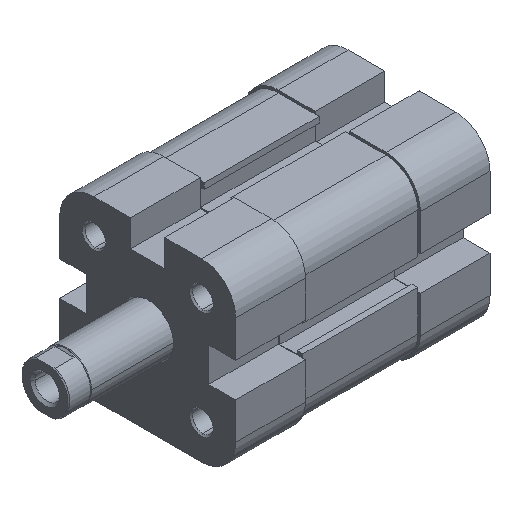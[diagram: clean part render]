
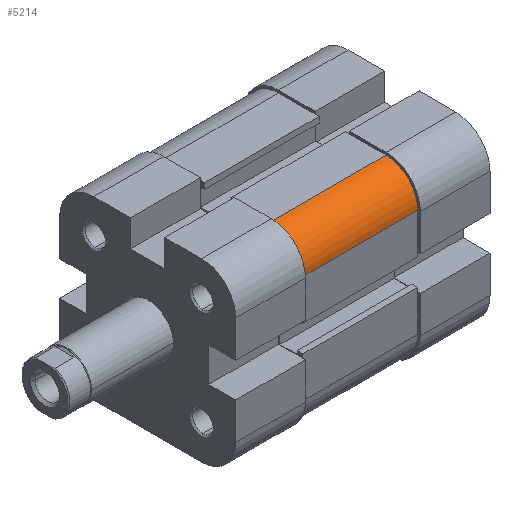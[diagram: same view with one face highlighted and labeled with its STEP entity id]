
A CAD part, isometric view. The second image highlights one B-rep face of the part: STEP entity #5214.
In plain terms, the highlighted cylindrical face has radius 6.5 mm (diameter 13 mm), a partial arc.
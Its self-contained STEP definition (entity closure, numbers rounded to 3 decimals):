
#1219 = DIRECTION ( 'NONE',  ( 0., 0., 1. ) ) ;
#1222 = DIRECTION ( 'NONE',  ( 1., 0., 0. ) ) ;
#1230 = CARTESIAN_POINT ( 'NONE',  ( 28.5, 6.5, -23.5 ) ) ;
#1959 = CARTESIAN_POINT ( 'NONE',  ( 35., 6.5, -23.5 ) ) ;
#1969 = DIRECTION ( 'NONE',  ( 0., 0., 1. ) ) ;
#2000 = CARTESIAN_POINT ( 'NONE',  ( 28.5, 6.5, -23.5 ) ) ;
#2009 = DIRECTION ( 'NONE',  ( 0., 0., 1. ) ) ;
#2010 = DIRECTION ( 'NONE',  ( 1., 0., 0. ) ) ;
#2017 = CARTESIAN_POINT ( 'NONE',  ( 28.5, 0., -23.5 ) ) ;
#2018 = DIRECTION ( 'NONE',  ( 0., 0., 1. ) ) ;
#2019 = CARTESIAN_POINT ( 'NONE',  ( 28.5, 6.5, 0. ) ) ;
#2020 = DIRECTION ( 'NONE',  ( 0., 0., 1. ) ) ;
#2021 = DIRECTION ( 'NONE',  ( 1., 0., 0. ) ) ;
#2269 = AXIS2_PLACEMENT_3D ( 'NONE', #2019, #2020, #2021 ) ;
#2278 = AXIS2_PLACEMENT_3D ( 'NONE', #2000, #2009, #2010 ) ;
#3172 = VERTEX_POINT ( 'NONE', #4717 ) ;
#3189 = VERTEX_POINT ( 'NONE', #4652 ) ;
#3257 = VERTEX_POINT ( 'NONE', #5045 ) ;
#3300 = VERTEX_POINT ( 'NONE', #4993 ) ;
#3792 = FACE_OUTER_BOUND ( 'NONE', #6202, .T. ) ;
#3794 = CYLINDRICAL_SURFACE ( 'NONE', #5946, 6.5 ) ;
#4207 = LINE ( 'NONE', #1959, #4209 ) ;
#4209 = VECTOR ( 'NONE', #1969, 1000. ) ;
#4242 = CIRCLE ( 'NONE', #2278, 6.5 ) ;
#4247 = LINE ( 'NONE', #2017, #4248 ) ;
#4248 = VECTOR ( 'NONE', #2018, 1000. ) ;
#4251 = CIRCLE ( 'NONE', #2269, 6.5 ) ;
#4652 = CARTESIAN_POINT ( 'NONE',  ( 35., 6.5, 0. ) ) ;
#4717 = CARTESIAN_POINT ( 'NONE',  ( 28.5, 0., -23.5 ) ) ;
#4993 = CARTESIAN_POINT ( 'NONE',  ( 28.5, 0., 0. ) ) ;
#5045 = CARTESIAN_POINT ( 'NONE',  ( 35., 6.5, -23.5 ) ) ;
#5214 = ADVANCED_FACE ( 'NONE', ( #3792 ), #3794, .T. ) ;
#5457 = EDGE_CURVE ( 'NONE', #3257, #3189, #4207, .T. ) ;
#5475 = EDGE_CURVE ( 'NONE', #3172, #3257, #4242, .T. ) ;
#5479 = EDGE_CURVE ( 'NONE', #3172, #3300, #4247, .T. ) ;
#5480 = EDGE_CURVE ( 'NONE', #3300, #3189, #4251, .T. ) ;
#5946 = AXIS2_PLACEMENT_3D ( 'NONE', #1230, #1219, #1222 ) ;
#6118 = ORIENTED_EDGE ( 'NONE', *, *, #5479, .F. ) ;
#6123 = ORIENTED_EDGE ( 'NONE', *, *, #5475, .T. ) ;
#6140 = ORIENTED_EDGE ( 'NONE', *, *, #5457, .T. ) ;
#6202 = EDGE_LOOP ( 'NONE', ( #6525, #6118, #6123, #6140 ) ) ;
#6525 = ORIENTED_EDGE ( 'NONE', *, *, #5480, .F. ) ;
